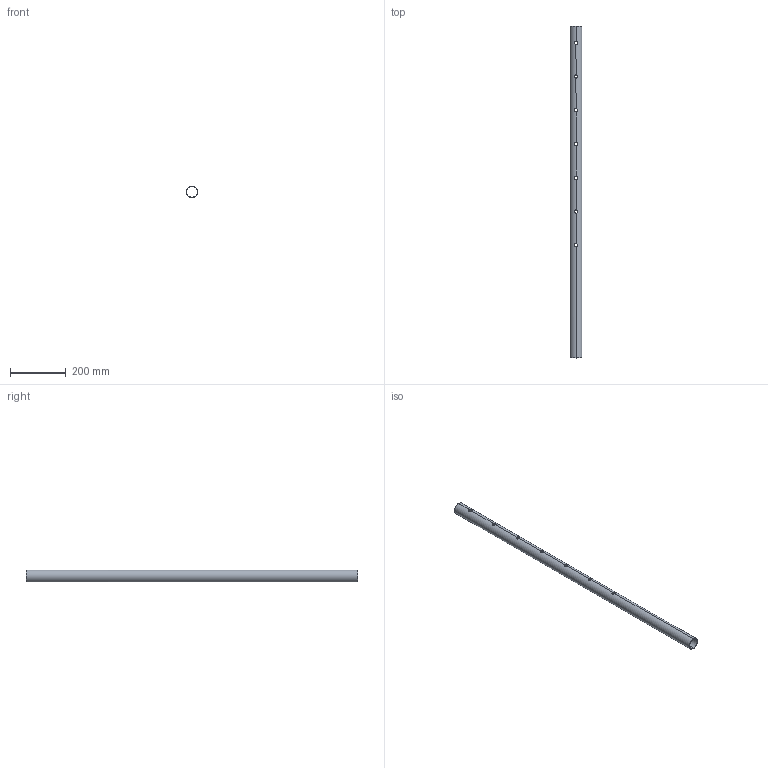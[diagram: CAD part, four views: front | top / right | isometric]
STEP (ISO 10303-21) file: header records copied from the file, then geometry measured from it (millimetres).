
FILE_DESCRIPTION (( 'STEP AP203' ), '1' );
FILE_NAME ('51121-240.step', '2019-09-11T08:36:16', ( '' ), ( '' ), 'SwSTEP 2.0', 'SolidWorks 2015', '' );
FILE_SCHEMA (( 'CONFIG_CONTROL_DESIGN' ));
Length unit declared in the file: millimetre
Products named in the file (1): 51121-240
Bounding box: 42.4 x 1190 x 42.4 mm (x, y, z)
Volume: 298812.5 mm3; surface area: 300419.6 mm2
Topology: 1 solids, 1 shells, 240 faces, 732 edges, 488 vertices
Faces by surface type: plane 109, bspline 77, cylinder 54
Entity records: 13658 total; most frequent: CARTESIAN_POINT 7695, ORIENTED_EDGE 1464, DIRECTION 876, EDGE_CURVE 732, VERTEX_POINT 488, LINE 336, VECTOR 336, AXIS2_PLACEMENT_3D 270
